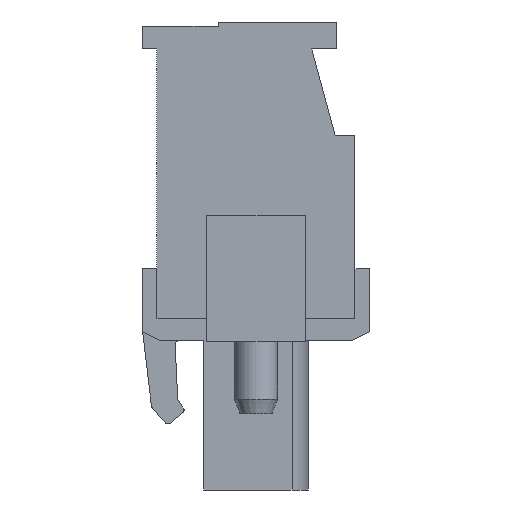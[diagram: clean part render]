
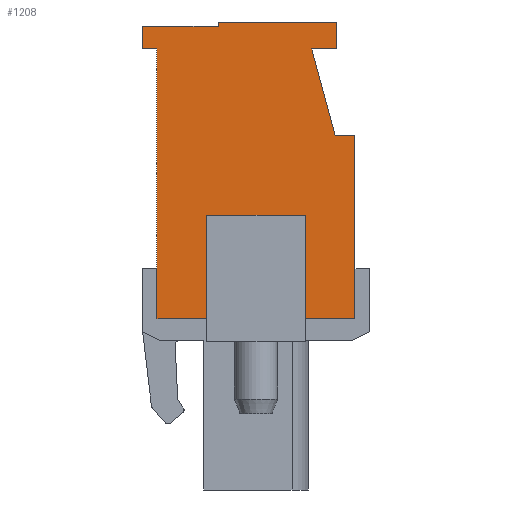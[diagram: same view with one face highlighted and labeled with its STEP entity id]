
A CAD part, left-side view. The second image highlights one B-rep face of the part: STEP entity #1208.
In plain terms, the highlighted planar face has unit normal (-1, 0, 0).
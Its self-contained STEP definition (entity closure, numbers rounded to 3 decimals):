
#1208 = ADVANCED_FACE( '', ( #2960 ), #2961, .T. );
#2960 = FACE_OUTER_BOUND( '', #5456, .T. );
#2961 = PLANE( '', #5457 );
#5456 = EDGE_LOOP( '', ( #8346, #8347, #8348, #8349, #8350, #8351, #8352, #8353, #8354, #8355, #8356, #8357, #8358, #8359, #8360, #8361 ) );
#5457 = AXIS2_PLACEMENT_3D( '', #8362, #8363, #8364 );
#8346 = ORIENTED_EDGE( '', *, *, #15580, .F. );
#8347 = ORIENTED_EDGE( '', *, *, #15581, .F. );
#8348 = ORIENTED_EDGE( '', *, *, #15582, .F. );
#8349 = ORIENTED_EDGE( '', *, *, #15583, .T. );
#8350 = ORIENTED_EDGE( '', *, *, #15584, .T. );
#8351 = ORIENTED_EDGE( '', *, *, #15585, .T. );
#8352 = ORIENTED_EDGE( '', *, *, #15586, .T. );
#8353 = ORIENTED_EDGE( '', *, *, #15587, .T. );
#8354 = ORIENTED_EDGE( '', *, *, #15588, .T. );
#8355 = ORIENTED_EDGE( '', *, *, #15589, .T. );
#8356 = ORIENTED_EDGE( '', *, *, #15590, .T. );
#8357 = ORIENTED_EDGE( '', *, *, #15591, .T. );
#8358 = ORIENTED_EDGE( '', *, *, #15592, .T. );
#8359 = ORIENTED_EDGE( '', *, *, #15593, .T. );
#8360 = ORIENTED_EDGE( '', *, *, #15594, .T. );
#8361 = ORIENTED_EDGE( '', *, *, #15595, .T. );
#8362 = CARTESIAN_POINT( '', ( -15.24, 0., 0. ) );
#8363 = DIRECTION( '', ( -1., 0., 0. ) );
#8364 = DIRECTION( '', ( 0., 0., 1. ) );
#15580 = EDGE_CURVE( '', #18830, #18831, #18832, .T. );
#15581 = EDGE_CURVE( '', #18833, #18830, #18834, .T. );
#15582 = EDGE_CURVE( '', #18835, #18833, #18836, .T. );
#15583 = EDGE_CURVE( '', #18835, #18837, #18838, .T. );
#15584 = EDGE_CURVE( '', #18837, #18839, #18840, .T. );
#15585 = EDGE_CURVE( '', #18839, #18841, #18842, .T. );
#15586 = EDGE_CURVE( '', #18841, #18843, #18844, .T. );
#15587 = EDGE_CURVE( '', #18843, #18845, #18846, .T. );
#15588 = EDGE_CURVE( '', #18845, #18847, #18848, .T. );
#15589 = EDGE_CURVE( '', #18847, #18849, #18850, .T. );
#15590 = EDGE_CURVE( '', #18849, #18851, #18852, .T. );
#15591 = EDGE_CURVE( '', #18851, #18853, #18854, .T. );
#15592 = EDGE_CURVE( '', #18853, #18855, #18856, .T. );
#15593 = EDGE_CURVE( '', #18855, #18857, #18858, .T. );
#15594 = EDGE_CURVE( '', #18857, #18859, #18860, .T. );
#15595 = EDGE_CURVE( '', #18859, #18831, #18861, .T. );
#18830 = VERTEX_POINT( '', #23503 );
#18831 = VERTEX_POINT( '', #23504 );
#18832 = LINE( '', #23505, #23506 );
#18833 = VERTEX_POINT( '', #23507 );
#18834 = LINE( '', #23508, #23509 );
#18835 = VERTEX_POINT( '', #23510 );
#18836 = LINE( '', #23511, #23512 );
#18837 = VERTEX_POINT( '', #23513 );
#18838 = LINE( '', #23514, #23515 );
#18839 = VERTEX_POINT( '', #23516 );
#18840 = LINE( '', #23517, #23518 );
#18841 = VERTEX_POINT( '', #23519 );
#18842 = LINE( '', #23520, #23521 );
#18843 = VERTEX_POINT( '', #23522 );
#18844 = LINE( '', #23523, #23524 );
#18845 = VERTEX_POINT( '', #23525 );
#18846 = LINE( '', #23526, #23527 );
#18847 = VERTEX_POINT( '', #23528 );
#18848 = LINE( '', #23529, #23530 );
#18849 = VERTEX_POINT( '', #23531 );
#18850 = LINE( '', #23532, #23533 );
#18851 = VERTEX_POINT( '', #23534 );
#18852 = LINE( '', #23535, #23536 );
#18853 = VERTEX_POINT( '', #23537 );
#18854 = LINE( '', #23538, #23539 );
#18855 = VERTEX_POINT( '', #23540 );
#18856 = LINE( '', #23541, #23542 );
#18857 = VERTEX_POINT( '', #23543 );
#18858 = LINE( '', #23544, #23545 );
#18859 = VERTEX_POINT( '', #23546 );
#18860 = LINE( '', #23547, #23548 );
#18861 = LINE( '', #23549, #23550 );
#23503 = CARTESIAN_POINT( '', ( -15.24, 2.75, -1.75 ) );
#23504 = CARTESIAN_POINT( '', ( -15.24, 2.75, -7.5 ) );
#23505 = CARTESIAN_POINT( '', ( -15.24, 2.75, -1.75 ) );
#23506 = VECTOR( '', #29207, 1000. );
#23507 = CARTESIAN_POINT( '', ( -15.24, -2.75, -1.75 ) );
#23508 = CARTESIAN_POINT( '', ( -15.24, -2.75, -1.75 ) );
#23509 = VECTOR( '', #29208, 1000. );
#23510 = CARTESIAN_POINT( '', ( -15.24, -2.75, -7.5 ) );
#23511 = CARTESIAN_POINT( '', ( -15.24, -2.75, -8.75 ) );
#23512 = VECTOR( '', #29209, 1000. );
#23513 = CARTESIAN_POINT( '', ( -15.24, -5.5, -7.5 ) );
#23514 = CARTESIAN_POINT( '', ( -15.24, 5.5, -7.5 ) );
#23515 = VECTOR( '', #29210, 1000. );
#23516 = CARTESIAN_POINT( '', ( -15.24, -5.5, 2.7 ) );
#23517 = CARTESIAN_POINT( '', ( -15.24, -5.5, -7.5 ) );
#23518 = VECTOR( '', #29211, 1000. );
#23519 = CARTESIAN_POINT( '', ( -15.24, -4.4, 2.7 ) );
#23520 = CARTESIAN_POINT( '', ( -15.24, -5.5, 2.7 ) );
#23521 = VECTOR( '', #29212, 1000. );
#23522 = CARTESIAN_POINT( '', ( -15.24, -3.1, 7.5 ) );
#23523 = CARTESIAN_POINT( '', ( -15.24, -4.4, 2.7 ) );
#23524 = VECTOR( '', #29213, 1000. );
#23525 = CARTESIAN_POINT( '', ( -15.24, -4.5, 7.5 ) );
#23526 = CARTESIAN_POINT( '', ( -15.24, -3.1, 7.5 ) );
#23527 = VECTOR( '', #29214, 1000. );
#23528 = CARTESIAN_POINT( '', ( -15.24, -4.5, 9. ) );
#23529 = CARTESIAN_POINT( '', ( -15.24, -4.5, 7.5 ) );
#23530 = VECTOR( '', #29215, 1000. );
#23531 = CARTESIAN_POINT( '', ( -15.24, 2.1, 9. ) );
#23532 = CARTESIAN_POINT( '', ( -15.24, -4.5, 9. ) );
#23533 = VECTOR( '', #29216, 1000. );
#23534 = CARTESIAN_POINT( '', ( -15.24, 2.1, 8.75 ) );
#23535 = CARTESIAN_POINT( '', ( -15.24, 2.1, 9. ) );
#23536 = VECTOR( '', #29217, 1000. );
#23537 = CARTESIAN_POINT( '', ( -15.24, 6.3, 8.75 ) );
#23538 = CARTESIAN_POINT( '', ( -15.24, 2.1, 8.75 ) );
#23539 = VECTOR( '', #29218, 1000. );
#23540 = CARTESIAN_POINT( '', ( -15.24, 6.3, 7.5 ) );
#23541 = CARTESIAN_POINT( '', ( -15.24, 6.3, 8.75 ) );
#23542 = VECTOR( '', #29219, 1000. );
#23543 = CARTESIAN_POINT( '', ( -15.24, 5.5, 7.5 ) );
#23544 = CARTESIAN_POINT( '', ( -15.24, 6.3, 7.5 ) );
#23545 = VECTOR( '', #29220, 1000. );
#23546 = CARTESIAN_POINT( '', ( -15.24, 5.5, -7.5 ) );
#23547 = CARTESIAN_POINT( '', ( -15.24, 5.5, 7.5 ) );
#23548 = VECTOR( '', #29221, 1000. );
#23549 = CARTESIAN_POINT( '', ( -15.24, 5.5, -7.5 ) );
#23550 = VECTOR( '', #29222, 1000. );
#29207 = DIRECTION( '', ( 0., 0., -1. ) );
#29208 = DIRECTION( '', ( 0., 1., 0. ) );
#29209 = DIRECTION( '', ( 0., 0., 1. ) );
#29210 = DIRECTION( '', ( 0., -1., 0. ) );
#29211 = DIRECTION( '', ( 0., 0., 1. ) );
#29212 = DIRECTION( '', ( 0., 1., 0. ) );
#29213 = DIRECTION( '', ( 0., 0.261, 0.965 ) );
#29214 = DIRECTION( '', ( 0., -1., 0. ) );
#29215 = DIRECTION( '', ( 0., 0., 1. ) );
#29216 = DIRECTION( '', ( 0., 1., 0. ) );
#29217 = DIRECTION( '', ( 0., 0., -1. ) );
#29218 = DIRECTION( '', ( 0., 1., 0. ) );
#29219 = DIRECTION( '', ( 0., 0., -1. ) );
#29220 = DIRECTION( '', ( 0., -1., 0. ) );
#29221 = DIRECTION( '', ( 0., 0., -1. ) );
#29222 = DIRECTION( '', ( 0., -1., 0. ) );
